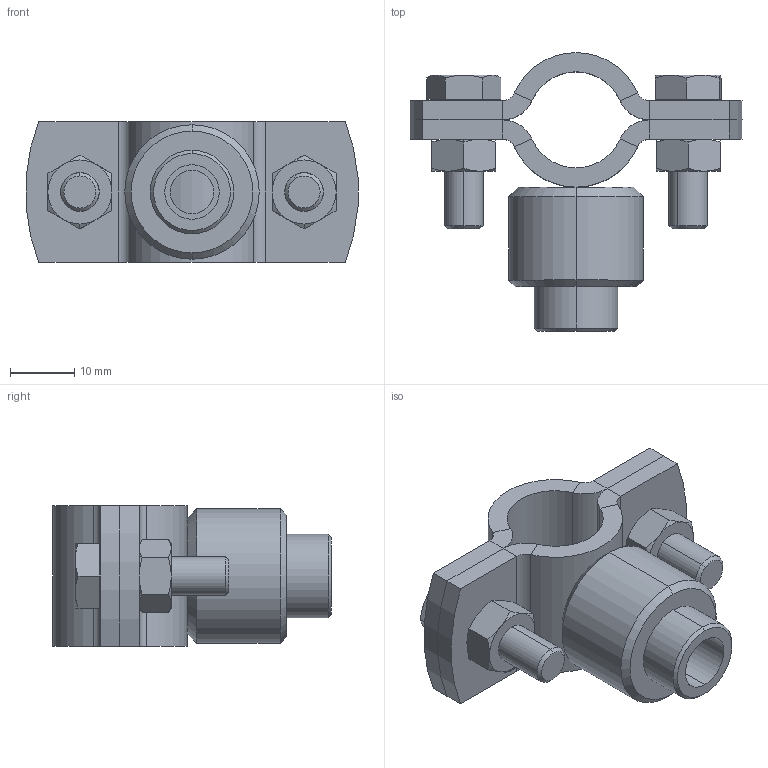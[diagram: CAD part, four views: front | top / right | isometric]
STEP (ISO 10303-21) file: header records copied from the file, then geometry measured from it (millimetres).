
FILE_DESCRIPTION (( 'STEP AP203' ), '1' );
FILE_NAME ('51.830K.STEP', '2024-03-25T13:49:40', ( '' ), ( '' ), 'SwSTEP 2.0', 'SolidWorks 2023', '' );
FILE_SCHEMA (( 'CONFIG_CONTROL_DESIGN' ));
Length unit declared in the file: millimetre
Products named in the file (1): 51.830K
Bounding box: 51.83 x 43.5 x 22 mm (x, y, z)
Surface area: 8303.8 mm2 (no closed solid volume)
Topology: 0 solids, 11 shells, 129 faces, 300 edges, 180 vertices
Faces by surface type: plane 57, cone 42, cylinder 30
Entity records: 3841 total; most frequent: CARTESIAN_POINT 918, DIRECTION 616, ORIENTED_EDGE 532, EDGE_CURVE 300, AXIS2_PLACEMENT_3D 246, VERTEX_POINT 180, EDGE_LOOP 138, ADVANCED_FACE 129
